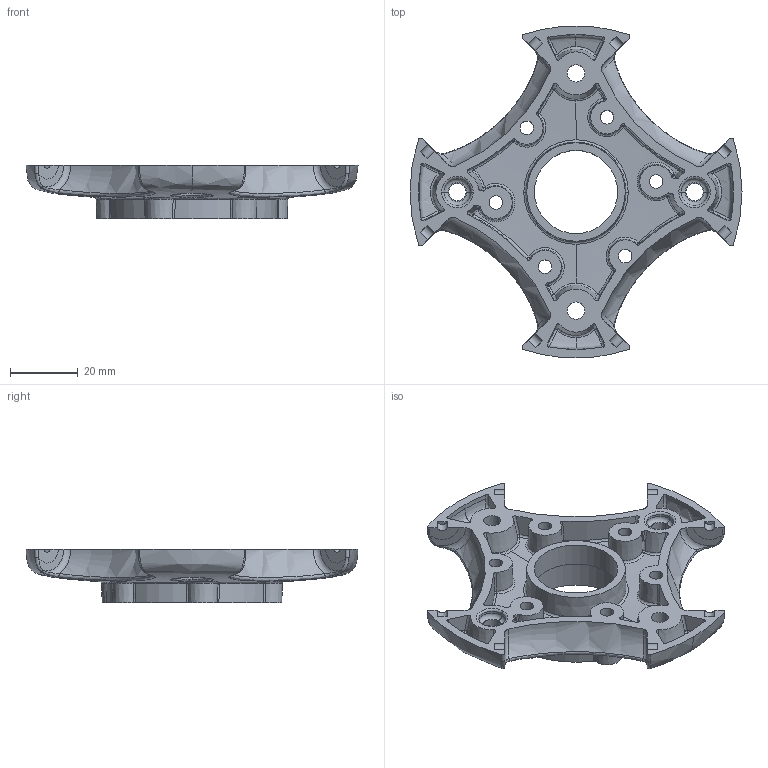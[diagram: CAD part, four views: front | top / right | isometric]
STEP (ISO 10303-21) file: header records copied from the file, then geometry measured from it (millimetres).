
FILE_DESCRIPTION (( 'STEP AP214' ), '1' );
FILE_NAME ('am-3031 MP4-8D - Outer Body.STEP', '2014-12-18T22:38:31', ( '' ), ( '' ), 'SwSTEP 2.0', 'SolidWorks 2014', '' );
FILE_SCHEMA (( 'AUTOMOTIVE_DESIGN' ));
Length unit declared in the file: inch
Products named in the file (1): am-3031 MP4-8D - Outer Body
Bounding box: 97.79 x 97.79 x 15.88 mm (x, y, z)
Volume: 28877.9 mm3; surface area: 19923.4 mm2
Topology: 1 solids, 1 shells, 539 faces, 1309 edges, 788 vertices
Faces by surface type: bspline 207, sphere 122, cone 75, plane 58, torus 41, cylinder 36
Entity records: 30059 total; most frequent: CARTESIAN_POINT 15645, ORIENTED_EDGE 2618, DIRECTION 2109, EDGE_CURVE 1309, AXIS2_PLACEMENT_3D 999, VERTEX_POINT 788, CIRCLE 666, EDGE_LOOP 577
